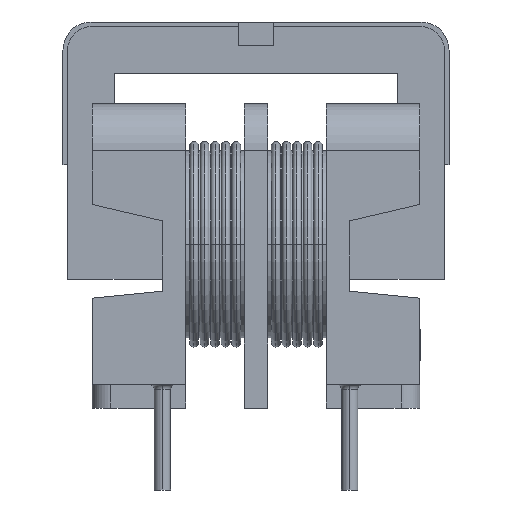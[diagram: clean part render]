
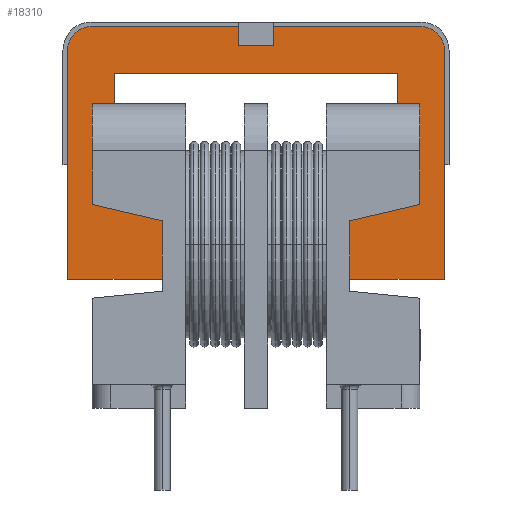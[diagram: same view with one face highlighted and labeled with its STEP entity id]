
A CAD part, front view. The second image highlights one B-rep face of the part: STEP entity #18310.
In plain terms, the highlighted planar face has unit normal (0, -1, 0).
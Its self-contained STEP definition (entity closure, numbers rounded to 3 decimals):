
#70 = DIRECTION ( 'NONE',  ( 0., 1., 0. ) ) ;
#269 = CIRCLE ( 'NONE', #15901, 1. ) ;
#283 = VERTEX_POINT ( 'NONE', #2989 ) ;
#419 = ORIENTED_EDGE ( 'NONE', *, *, #9288, .T. ) ;
#445 = CARTESIAN_POINT ( 'NONE',  ( -7., -1.5, 8.7 ) ) ;
#501 = VECTOR ( 'NONE', #19302, 1000. ) ;
#634 = EDGE_CURVE ( 'NONE', #3867, #5241, #269, .T. ) ;
#659 = LINE ( 'NONE', #3890, #9269 ) ;
#716 = CARTESIAN_POINT ( 'NONE',  ( -6.05, -1.5, 14.3 ) ) ;
#971 = ORIENTED_EDGE ( 'NONE', *, *, #12662, .T. ) ;
#1015 = DIRECTION ( 'NONE',  ( 0., 0., 1. ) ) ;
#2201 = LINE ( 'NONE', #20965, #501 ) ;
#2233 = ORIENTED_EDGE ( 'NONE', *, *, #11326, .F. ) ;
#2269 = VECTOR ( 'NONE', #14245, 1000. ) ;
#2583 = EDGE_CURVE ( 'NONE', #5241, #21098, #5841, .T. ) ;
#2707 = ORIENTED_EDGE ( 'NONE', *, *, #19428, .F. ) ;
#2741 = VECTOR ( 'NONE', #10065, 1000. ) ;
#2892 = DIRECTION ( 'NONE',  ( -0.974, 0., 0.227 ) ) ;
#2903 = CARTESIAN_POINT ( 'NONE',  ( -4., -1.5, 8.478 ) ) ;
#2989 = CARTESIAN_POINT ( 'NONE',  ( 6.05, -1.5, 14.3 ) ) ;
#3162 = DIRECTION ( 'NONE',  ( 1., 0., 0. ) ) ;
#3215 = ORIENTED_EDGE ( 'NONE', *, *, #6074, .T. ) ;
#3602 = EDGE_CURVE ( 'NONE', #14913, #3867, #19798, .T. ) ;
#3731 = DIRECTION ( 'NONE',  ( 0., 1., 0. ) ) ;
#3867 = VERTEX_POINT ( 'NONE', #5792 ) ;
#3890 = CARTESIAN_POINT ( 'NONE',  ( 7., -1.5, 0. ) ) ;
#3909 = CIRCLE ( 'NONE', #18097, 1. ) ;
#4451 = ORIENTED_EDGE ( 'NONE', *, *, #17084, .F. ) ;
#4465 = LINE ( 'NONE', #12485, #17847 ) ;
#4803 = EDGE_CURVE ( 'NONE', #15610, #7340, #9953, .T. ) ;
#4874 = CARTESIAN_POINT ( 'NONE',  ( 7.05, -1.5, 15.3 ) ) ;
#5067 = VERTEX_POINT ( 'NONE', #9584 ) ;
#5241 = VERTEX_POINT ( 'NONE', #7452 ) ;
#5648 = DIRECTION ( 'NONE',  ( 0., 0., 1. ) ) ;
#5690 = VERTEX_POINT ( 'NONE', #19955 ) ;
#5792 = CARTESIAN_POINT ( 'NONE',  ( -8.05, -1.5, 15.3 ) ) ;
#5841 = LINE ( 'NONE', #21154, #21288 ) ;
#6074 = EDGE_CURVE ( 'NONE', #14913, #9450, #4465, .T. ) ;
#6121 = CARTESIAN_POINT ( 'NONE',  ( 8.05, -1.5, 15.3 ) ) ;
#6192 = DIRECTION ( 'NONE',  ( 0., -1., 0. ) ) ;
#6230 = EDGE_LOOP ( 'NONE', ( #13143, #6877, #17402, #971, #7017, #2233, #4451, #2707, #20567, #13031, #16263, #419, #21057, #10518, #15151, #3215, #20485, #9874 ) ) ;
#6877 = ORIENTED_EDGE ( 'NONE', *, *, #15135, .T. ) ;
#6921 = PLANE ( 'NONE',  #20469 ) ;
#6993 = CARTESIAN_POINT ( 'NONE',  ( 7., -1.5, 13. ) ) ;
#7017 = ORIENTED_EDGE ( 'NONE', *, *, #21164, .F. ) ;
#7282 = VECTOR ( 'NONE', #7850, 1000. ) ;
#7340 = VERTEX_POINT ( 'NONE', #18607 ) ;
#7452 = CARTESIAN_POINT ( 'NONE',  ( -7.05, -1.5, 16.3 ) ) ;
#7479 = CARTESIAN_POINT ( 'NONE',  ( -6.05, -1.5, 13. ) ) ;
#7606 = CARTESIAN_POINT ( 'NONE',  ( -4., -1.5, 5.5 ) ) ;
#7718 = CARTESIAN_POINT ( 'NONE',  ( 7.05, -1.5, 16.3 ) ) ;
#7777 = LINE ( 'NONE', #19563, #20556 ) ;
#7850 = DIRECTION ( 'NONE',  ( -1., 0., 0. ) ) ;
#8103 = CARTESIAN_POINT ( 'NONE',  ( -4., -1.5, 8. ) ) ;
#8279 = LINE ( 'NONE', #18514, #11235 ) ;
#8354 = VECTOR ( 'NONE', #3162, 1000. ) ;
#8521 = CARTESIAN_POINT ( 'NONE',  ( -7.05, -1.5, 15.3 ) ) ;
#8905 = CARTESIAN_POINT ( 'NONE',  ( 4., -1.5, 8. ) ) ;
#8924 = EDGE_CURVE ( 'NONE', #15610, #11022, #7777, .T. ) ;
#8998 = CARTESIAN_POINT ( 'NONE',  ( -7., -1.5, 0. ) ) ;
#9149 = VERTEX_POINT ( 'NONE', #445 ) ;
#9246 = CARTESIAN_POINT ( 'NONE',  ( 7., -1.5, 8.7 ) ) ;
#9269 = VECTOR ( 'NONE', #19329, 1000. ) ;
#9288 = EDGE_CURVE ( 'NONE', #11022, #21098, #3909, .T. ) ;
#9450 = VERTEX_POINT ( 'NONE', #7606 ) ;
#9584 = CARTESIAN_POINT ( 'NONE',  ( 6.05, -1.5, 13. ) ) ;
#9590 = DIRECTION ( 'NONE',  ( 0., 0., -1. ) ) ;
#9829 = VERTEX_POINT ( 'NONE', #7479 ) ;
#9874 = ORIENTED_EDGE ( 'NONE', *, *, #19497, .T. ) ;
#9953 = LINE ( 'NONE', #18534, #7282 ) ;
#10065 = DIRECTION ( 'NONE',  ( -1., 0., 0. ) ) ;
#10088 = VECTOR ( 'NONE', #5648, 1000. ) ;
#10110 = DIRECTION ( 'NONE',  ( 0., 0., 1. ) ) ;
#10518 = ORIENTED_EDGE ( 'NONE', *, *, #634, .F. ) ;
#10630 = VERTEX_POINT ( 'NONE', #17412 ) ;
#10647 = DIRECTION ( 'NONE',  ( 0., 0., 1. ) ) ;
#11022 = VERTEX_POINT ( 'NONE', #6121 ) ;
#11235 = VECTOR ( 'NONE', #9590, 1000. ) ;
#11326 = EDGE_CURVE ( 'NONE', #13217, #5067, #20307, .T. ) ;
#11407 = LINE ( 'NONE', #2903, #14265 ) ;
#11495 = CARTESIAN_POINT ( 'NONE',  ( 4., -1.5, 13. ) ) ;
#11575 = LINE ( 'NONE', #18385, #8354 ) ;
#11668 = EDGE_CURVE ( 'NONE', #16256, #7340, #8279, .T. ) ;
#11906 = VERTEX_POINT ( 'NONE', #716 ) ;
#12166 = CARTESIAN_POINT ( 'NONE',  ( -7.05, -1.5, 15.3 ) ) ;
#12485 = CARTESIAN_POINT ( 'NONE',  ( -8.05, -1.5, 5.5 ) ) ;
#12662 = EDGE_CURVE ( 'NONE', #11906, #283, #15191, .T. ) ;
#12665 = CARTESIAN_POINT ( 'NONE',  ( 4., -1.5, 8. ) ) ;
#13031 = ORIENTED_EDGE ( 'NONE', *, *, #4803, .F. ) ;
#13143 = ORIENTED_EDGE ( 'NONE', *, *, #21627, .T. ) ;
#13217 = VERTEX_POINT ( 'NONE', #6993 ) ;
#14081 = EDGE_CURVE ( 'NONE', #9829, #11906, #2201, .T. ) ;
#14245 = DIRECTION ( 'NONE',  ( 0.974, 0., 0.227 ) ) ;
#14265 = VECTOR ( 'NONE', #1015, 1000. ) ;
#14299 = LINE ( 'NONE', #15884, #10088 ) ;
#14481 = DIRECTION ( 'NONE',  ( 1., 0., 0. ) ) ;
#14844 = DIRECTION ( 'NONE',  ( 1., 0., 0. ) ) ;
#14890 = LINE ( 'NONE', #8103, #19272 ) ;
#14913 = VERTEX_POINT ( 'NONE', #20179 ) ;
#14961 = DIRECTION ( 'NONE',  ( 1., 0., 0. ) ) ;
#15135 = EDGE_CURVE ( 'NONE', #10630, #9829, #11575, .T. ) ;
#15151 = ORIENTED_EDGE ( 'NONE', *, *, #3602, .F. ) ;
#15191 = LINE ( 'NONE', #21947, #19508 ) ;
#15194 = FACE_OUTER_BOUND ( 'NONE', #6230, .T. ) ;
#15610 = VERTEX_POINT ( 'NONE', #16217 ) ;
#15796 = LINE ( 'NONE', #8998, #20435 ) ;
#15884 = CARTESIAN_POINT ( 'NONE',  ( 6.05, -1.5, 5.5 ) ) ;
#15901 = AXIS2_PLACEMENT_3D ( 'NONE', #12166, #3731, #20510 ) ;
#16217 = CARTESIAN_POINT ( 'NONE',  ( 8.05, -1.5, 5.5 ) ) ;
#16256 = VERTEX_POINT ( 'NONE', #12665 ) ;
#16263 = ORIENTED_EDGE ( 'NONE', *, *, #8924, .T. ) ;
#16427 = DIRECTION ( 'NONE',  ( 0., 0., 1. ) ) ;
#16940 = EDGE_CURVE ( 'NONE', #9450, #5690, #11407, .T. ) ;
#17084 = EDGE_CURVE ( 'NONE', #19232, #13217, #659, .T. ) ;
#17180 = VECTOR ( 'NONE', #10110, 1000. ) ;
#17402 = ORIENTED_EDGE ( 'NONE', *, *, #14081, .T. ) ;
#17412 = CARTESIAN_POINT ( 'NONE',  ( -7., -1.5, 13. ) ) ;
#17528 = DIRECTION ( 'NONE',  ( 1., 0., 0. ) ) ;
#17585 = LINE ( 'NONE', #8905, #2269 ) ;
#17804 = DIRECTION ( 'NONE',  ( 0., 0., 1. ) ) ;
#17847 = VECTOR ( 'NONE', #14481, 1000. ) ;
#18097 = AXIS2_PLACEMENT_3D ( 'NONE', #4874, #6192, #16427 ) ;
#18246 = CARTESIAN_POINT ( 'NONE',  ( -8.05, -1.5, 5.5 ) ) ;
#18310 = ADVANCED_FACE ( 'NONE', ( #15194 ), #6921, .F. ) ;
#18385 = CARTESIAN_POINT ( 'NONE',  ( -4., -1.5, 13. ) ) ;
#18514 = CARTESIAN_POINT ( 'NONE',  ( 4., -1.5, 5.5 ) ) ;
#18534 = CARTESIAN_POINT ( 'NONE',  ( 8.05, -1.5, 5.5 ) ) ;
#18607 = CARTESIAN_POINT ( 'NONE',  ( 4., -1.5, 5.5 ) ) ;
#19232 = VERTEX_POINT ( 'NONE', #9246 ) ;
#19272 = VECTOR ( 'NONE', #2892, 1000. ) ;
#19302 = DIRECTION ( 'NONE',  ( 0., 0., 1. ) ) ;
#19329 = DIRECTION ( 'NONE',  ( 0., 0., 1. ) ) ;
#19428 = EDGE_CURVE ( 'NONE', #16256, #19232, #17585, .T. ) ;
#19497 = EDGE_CURVE ( 'NONE', #5690, #9149, #14890, .T. ) ;
#19508 = VECTOR ( 'NONE', #14844, 1000. ) ;
#19563 = CARTESIAN_POINT ( 'NONE',  ( 8.05, -1.5, 5.5 ) ) ;
#19798 = LINE ( 'NONE', #18246, #17180 ) ;
#19955 = CARTESIAN_POINT ( 'NONE',  ( -4., -1.5, 8. ) ) ;
#20179 = CARTESIAN_POINT ( 'NONE',  ( -8.05, -1.5, 5.5 ) ) ;
#20307 = LINE ( 'NONE', #11495, #2741 ) ;
#20435 = VECTOR ( 'NONE', #10647, 1000. ) ;
#20469 = AXIS2_PLACEMENT_3D ( 'NONE', #8521, #70, #14961 ) ;
#20485 = ORIENTED_EDGE ( 'NONE', *, *, #16940, .T. ) ;
#20510 = DIRECTION ( 'NONE',  ( 0., 0., 1. ) ) ;
#20556 = VECTOR ( 'NONE', #17804, 1000. ) ;
#20567 = ORIENTED_EDGE ( 'NONE', *, *, #11668, .T. ) ;
#20965 = CARTESIAN_POINT ( 'NONE',  ( -6.05, -1.5, 5.5 ) ) ;
#21057 = ORIENTED_EDGE ( 'NONE', *, *, #2583, .F. ) ;
#21098 = VERTEX_POINT ( 'NONE', #7718 ) ;
#21154 = CARTESIAN_POINT ( 'NONE',  ( -7.05, -1.5, 16.3 ) ) ;
#21164 = EDGE_CURVE ( 'NONE', #5067, #283, #14299, .T. ) ;
#21288 = VECTOR ( 'NONE', #17528, 1000. ) ;
#21627 = EDGE_CURVE ( 'NONE', #9149, #10630, #15796, .T. ) ;
#21947 = CARTESIAN_POINT ( 'NONE',  ( -7.05, -1.5, 14.3 ) ) ;
